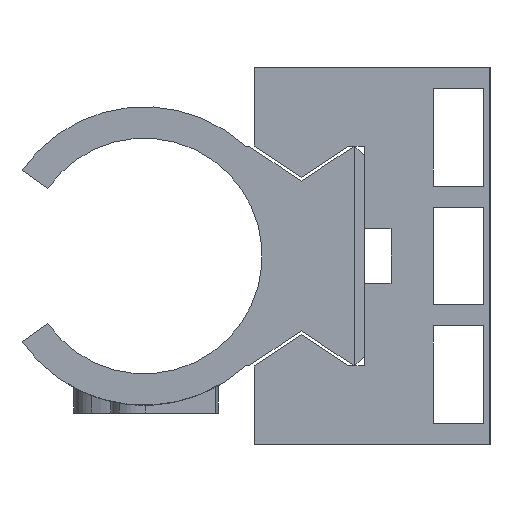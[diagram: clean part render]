
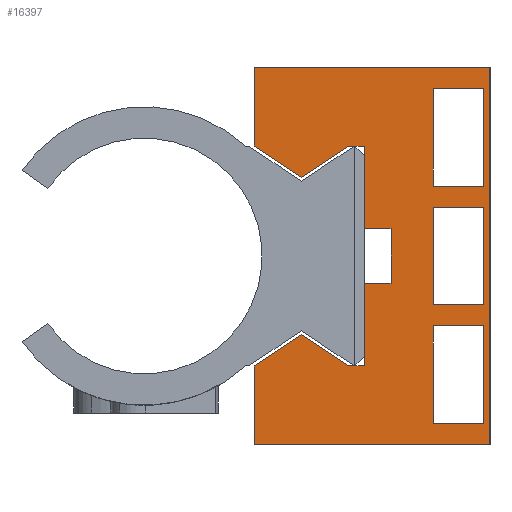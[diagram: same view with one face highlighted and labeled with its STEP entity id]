
A CAD part, left-side view. The second image highlights one B-rep face of the part: STEP entity #16397.
In plain terms, the highlighted planar face has unit normal (-1, 0, 0).
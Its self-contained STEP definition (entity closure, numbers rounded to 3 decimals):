
#118=FACE_BOUND('',#3039,.T.);
#119=FACE_BOUND('',#3040,.T.);
#120=FACE_BOUND('',#3041,.T.);
#2116=FACE_OUTER_BOUND('',#3038,.T.);
#3038=EDGE_LOOP('',(#14853,#14854,#14855,#14856,#14857,#14858,#14859,#14860,
#14861,#14862,#14863,#14864,#14865,#14866,#14867,#14868));
#3039=EDGE_LOOP('',(#14869,#14870,#14871,#14872));
#3040=EDGE_LOOP('',(#14873,#14874,#14875,#14876));
#3041=EDGE_LOOP('',(#14877,#14878,#14879,#14880));
#4570=LINE('',#31832,#6169);
#4571=LINE('',#31836,#6170);
#4572=LINE('',#31838,#6171);
#4573=LINE('',#31840,#6172);
#4574=LINE('',#31842,#6173);
#4575=LINE('',#31844,#6174);
#4576=LINE('',#31846,#6175);
#4577=LINE('',#31848,#6176);
#4578=LINE('',#31850,#6177);
#4579=LINE('',#31852,#6178);
#4580=LINE('',#31853,#6179);
#4581=LINE('',#31855,#6180);
#4582=LINE('',#31857,#6181);
#4583=LINE('',#31859,#6182);
#4584=LINE('',#31861,#6183);
#4585=LINE('',#31862,#6184);
#4586=LINE('',#31865,#6185);
#4587=LINE('',#31867,#6186);
#4588=LINE('',#31869,#6187);
#4589=LINE('',#31870,#6188);
#4590=LINE('',#31873,#6189);
#4591=LINE('',#31875,#6190);
#4592=LINE('',#31877,#6191);
#4593=LINE('',#31878,#6192);
#4594=LINE('',#31881,#6193);
#4595=LINE('',#31883,#6194);
#4596=LINE('',#31885,#6195);
#4597=LINE('',#31886,#6196);
#6169=VECTOR('',#19381,10.);
#6170=VECTOR('',#19384,10.);
#6171=VECTOR('',#19385,10.);
#6172=VECTOR('',#19386,10.);
#6173=VECTOR('',#19387,10.);
#6174=VECTOR('',#19388,10.);
#6175=VECTOR('',#19389,10.);
#6176=VECTOR('',#19390,10.);
#6177=VECTOR('',#19391,10.);
#6178=VECTOR('',#19392,10.);
#6179=VECTOR('',#19393,10.);
#6180=VECTOR('',#19394,10.);
#6181=VECTOR('',#19395,10.);
#6182=VECTOR('',#19396,10.);
#6183=VECTOR('',#19397,10.);
#6184=VECTOR('',#19398,10.);
#6185=VECTOR('',#19399,10.);
#6186=VECTOR('',#19400,10.);
#6187=VECTOR('',#19401,10.);
#6188=VECTOR('',#19402,10.);
#6189=VECTOR('',#19403,10.);
#6190=VECTOR('',#19404,10.);
#6191=VECTOR('',#19405,10.);
#6192=VECTOR('',#19406,10.);
#6193=VECTOR('',#19407,10.);
#6194=VECTOR('',#19408,10.);
#6195=VECTOR('',#19409,10.);
#6196=VECTOR('',#19410,10.);
#7796=VERTEX_POINT('',#31826);
#7798=VERTEX_POINT('',#31830);
#7799=VERTEX_POINT('',#31834);
#7800=VERTEX_POINT('',#31835);
#7801=VERTEX_POINT('',#31837);
#7802=VERTEX_POINT('',#31839);
#7803=VERTEX_POINT('',#31841);
#7804=VERTEX_POINT('',#31843);
#7805=VERTEX_POINT('',#31845);
#7806=VERTEX_POINT('',#31847);
#7807=VERTEX_POINT('',#31849);
#7808=VERTEX_POINT('',#31851);
#7809=VERTEX_POINT('',#31854);
#7810=VERTEX_POINT('',#31856);
#7811=VERTEX_POINT('',#31858);
#7812=VERTEX_POINT('',#31860);
#7813=VERTEX_POINT('',#31863);
#7814=VERTEX_POINT('',#31864);
#7815=VERTEX_POINT('',#31866);
#7816=VERTEX_POINT('',#31868);
#7817=VERTEX_POINT('',#31871);
#7818=VERTEX_POINT('',#31872);
#7819=VERTEX_POINT('',#31874);
#7820=VERTEX_POINT('',#31876);
#7821=VERTEX_POINT('',#31879);
#7822=VERTEX_POINT('',#31880);
#7823=VERTEX_POINT('',#31882);
#7824=VERTEX_POINT('',#31884);
#10163=EDGE_CURVE('',#7796,#7798,#4570,.T.);
#10164=EDGE_CURVE('',#7799,#7800,#4571,.T.);
#10165=EDGE_CURVE('',#7800,#7801,#4572,.T.);
#10166=EDGE_CURVE('',#7801,#7802,#4573,.T.);
#10167=EDGE_CURVE('',#7802,#7803,#4574,.T.);
#10168=EDGE_CURVE('',#7803,#7804,#4575,.T.);
#10169=EDGE_CURVE('',#7804,#7805,#4576,.T.);
#10170=EDGE_CURVE('',#7805,#7806,#4577,.T.);
#10171=EDGE_CURVE('',#7806,#7807,#4578,.T.);
#10172=EDGE_CURVE('',#7807,#7808,#4579,.T.);
#10173=EDGE_CURVE('',#7808,#7796,#4580,.T.);
#10174=EDGE_CURVE('',#7798,#7809,#4581,.T.);
#10175=EDGE_CURVE('',#7809,#7810,#4582,.T.);
#10176=EDGE_CURVE('',#7810,#7811,#4583,.T.);
#10177=EDGE_CURVE('',#7811,#7812,#4584,.T.);
#10178=EDGE_CURVE('',#7812,#7799,#4585,.T.);
#10179=EDGE_CURVE('',#7813,#7814,#4586,.T.);
#10180=EDGE_CURVE('',#7814,#7815,#4587,.T.);
#10181=EDGE_CURVE('',#7815,#7816,#4588,.T.);
#10182=EDGE_CURVE('',#7816,#7813,#4589,.T.);
#10183=EDGE_CURVE('',#7817,#7818,#4590,.T.);
#10184=EDGE_CURVE('',#7818,#7819,#4591,.T.);
#10185=EDGE_CURVE('',#7819,#7820,#4592,.T.);
#10186=EDGE_CURVE('',#7820,#7817,#4593,.T.);
#10187=EDGE_CURVE('',#7821,#7822,#4594,.T.);
#10188=EDGE_CURVE('',#7822,#7823,#4595,.T.);
#10189=EDGE_CURVE('',#7823,#7824,#4596,.T.);
#10190=EDGE_CURVE('',#7824,#7821,#4597,.T.);
#14853=ORIENTED_EDGE('',*,*,#10164,.T.);
#14854=ORIENTED_EDGE('',*,*,#10165,.T.);
#14855=ORIENTED_EDGE('',*,*,#10166,.T.);
#14856=ORIENTED_EDGE('',*,*,#10167,.T.);
#14857=ORIENTED_EDGE('',*,*,#10168,.T.);
#14858=ORIENTED_EDGE('',*,*,#10169,.T.);
#14859=ORIENTED_EDGE('',*,*,#10170,.T.);
#14860=ORIENTED_EDGE('',*,*,#10171,.T.);
#14861=ORIENTED_EDGE('',*,*,#10172,.T.);
#14862=ORIENTED_EDGE('',*,*,#10173,.T.);
#14863=ORIENTED_EDGE('',*,*,#10163,.T.);
#14864=ORIENTED_EDGE('',*,*,#10174,.T.);
#14865=ORIENTED_EDGE('',*,*,#10175,.T.);
#14866=ORIENTED_EDGE('',*,*,#10176,.T.);
#14867=ORIENTED_EDGE('',*,*,#10177,.T.);
#14868=ORIENTED_EDGE('',*,*,#10178,.T.);
#14869=ORIENTED_EDGE('',*,*,#10179,.T.);
#14870=ORIENTED_EDGE('',*,*,#10180,.T.);
#14871=ORIENTED_EDGE('',*,*,#10181,.T.);
#14872=ORIENTED_EDGE('',*,*,#10182,.T.);
#14873=ORIENTED_EDGE('',*,*,#10183,.T.);
#14874=ORIENTED_EDGE('',*,*,#10184,.T.);
#14875=ORIENTED_EDGE('',*,*,#10185,.T.);
#14876=ORIENTED_EDGE('',*,*,#10186,.T.);
#14877=ORIENTED_EDGE('',*,*,#10187,.T.);
#14878=ORIENTED_EDGE('',*,*,#10188,.T.);
#14879=ORIENTED_EDGE('',*,*,#10189,.T.);
#14880=ORIENTED_EDGE('',*,*,#10190,.T.);
#15528=PLANE('',#16927);
#16397=ADVANCED_FACE('',(#2116,#118,#119,#120),#15528,.T.);
#16927=AXIS2_PLACEMENT_3D('',#31833,#19382,#19383);
#19381=DIRECTION('',(0.,-1.,0.));
#19382=DIRECTION('center_axis',(-1.,0.,0.));
#19383=DIRECTION('ref_axis',(0.,0.,1.));
#19384=DIRECTION('',(0.,-1.,0.));
#19385=DIRECTION('',(0.,0.,-1.));
#19386=DIRECTION('',(0.,-1.,0.));
#19387=DIRECTION('',(0.,0.,-1.));
#19388=DIRECTION('',(0.,1.,0.));
#19389=DIRECTION('',(0.,0.,-1.));
#19390=DIRECTION('',(0.,1.,0.));
#19391=DIRECTION('',(0.,0.832,0.555));
#19392=DIRECTION('',(0.,0.832,-0.555));
#19393=DIRECTION('',(0.,0.,-1.));
#19394=DIRECTION('',(0.,0.,1.));
#19395=DIRECTION('',(0.,1.,0.));
#19396=DIRECTION('',(0.,0.,-1.));
#19397=DIRECTION('',(0.,-0.832,-0.555));
#19398=DIRECTION('',(0.,-0.832,0.555));
#19399=DIRECTION('',(0.,-1.,0.));
#19400=DIRECTION('',(0.,0.,-1.));
#19401=DIRECTION('',(0.,1.,0.));
#19402=DIRECTION('',(0.,0.,1.));
#19403=DIRECTION('',(0.,-1.,0.));
#19404=DIRECTION('',(0.,0.,-1.));
#19405=DIRECTION('',(0.,1.,0.));
#19406=DIRECTION('',(0.,0.,1.));
#19407=DIRECTION('',(0.,1.,0.));
#19408=DIRECTION('',(0.,0.,1.));
#19409=DIRECTION('',(0.,-1.,0.));
#19410=DIRECTION('',(0.,0.,-1.));
#31826=CARTESIAN_POINT('',(-279.366,339.866,2007.2));
#31830=CARTESIAN_POINT('',(-279.366,324.866,2007.2));
#31832=CARTESIAN_POINT('',(-279.366,333.366,2007.2));
#31833=CARTESIAN_POINT('Origin',(-279.366,326.866,2026.75));
#31834=CARTESIAN_POINT('',(-279.366,333.866,2026.2));
#31835=CARTESIAN_POINT('',(-279.366,332.866,2026.2));
#31836=CARTESIAN_POINT('',(-279.366,330.366,2026.2));
#31837=CARTESIAN_POINT('',(-279.366,332.866,2020.95));
#31838=CARTESIAN_POINT('',(-279.366,332.866,2026.475));
#31839=CARTESIAN_POINT('',(-279.366,331.166,2020.95));
#31840=CARTESIAN_POINT('',(-279.366,329.866,2020.95));
#31841=CARTESIAN_POINT('',(-279.366,331.166,2017.45));
#31842=CARTESIAN_POINT('',(-279.366,331.166,2023.85));
#31843=CARTESIAN_POINT('',(-279.366,332.866,2017.45));
#31844=CARTESIAN_POINT('',(-279.366,329.016,2017.45));
#31845=CARTESIAN_POINT('',(-279.366,332.866,2012.2));
#31846=CARTESIAN_POINT('',(-279.366,332.866,2022.1));
#31847=CARTESIAN_POINT('',(-279.366,333.866,2012.2));
#31848=CARTESIAN_POINT('',(-279.366,329.866,2012.2));
#31849=CARTESIAN_POINT('',(-279.366,336.866,2014.2));
#31850=CARTESIAN_POINT('',(-279.366,334.801,2012.823));
#31851=CARTESIAN_POINT('',(-279.366,339.866,2012.2));
#31852=CARTESIAN_POINT('',(-279.366,330.508,2018.438));
#31853=CARTESIAN_POINT('',(-279.366,339.866,2019.475));
#31854=CARTESIAN_POINT('',(-279.366,324.866,2031.2));
#31855=CARTESIAN_POINT('',(-279.366,324.866,2016.975));
#31856=CARTESIAN_POINT('',(-279.366,339.866,2031.2));
#31857=CARTESIAN_POINT('',(-279.366,325.866,2031.2));
#31858=CARTESIAN_POINT('',(-279.366,339.866,2026.2));
#31859=CARTESIAN_POINT('',(-279.366,339.866,2028.975));
#31860=CARTESIAN_POINT('',(-279.366,336.866,2024.2));
#31861=CARTESIAN_POINT('',(-279.366,335.493,2023.285));
#31862=CARTESIAN_POINT('',(-279.366,332.816,2026.9));
#31863=CARTESIAN_POINT('',(-279.366,328.466,2029.85));
#31864=CARTESIAN_POINT('',(-279.366,325.266,2029.85));
#31865=CARTESIAN_POINT('',(-279.366,326.066,2029.85));
#31866=CARTESIAN_POINT('',(-279.366,325.266,2023.65));
#31867=CARTESIAN_POINT('',(-279.366,325.266,2025.2));
#31868=CARTESIAN_POINT('',(-279.366,328.466,2023.65));
#31869=CARTESIAN_POINT('',(-279.366,327.666,2023.65));
#31870=CARTESIAN_POINT('',(-279.366,328.466,2028.3));
#31871=CARTESIAN_POINT('',(-279.366,328.466,2022.3));
#31872=CARTESIAN_POINT('',(-279.366,325.266,2022.3));
#31873=CARTESIAN_POINT('',(-279.366,326.066,2022.3));
#31874=CARTESIAN_POINT('',(-279.366,325.266,2016.1));
#31875=CARTESIAN_POINT('',(-279.366,325.266,2021.425));
#31876=CARTESIAN_POINT('',(-279.366,328.466,2016.1));
#31877=CARTESIAN_POINT('',(-279.366,327.666,2016.1));
#31878=CARTESIAN_POINT('',(-279.366,328.466,2024.525));
#31879=CARTESIAN_POINT('',(-279.366,325.266,2008.55));
#31880=CARTESIAN_POINT('',(-279.366,328.466,2008.55));
#31881=CARTESIAN_POINT('',(-279.366,327.666,2008.55));
#31882=CARTESIAN_POINT('',(-279.366,328.466,2014.75));
#31883=CARTESIAN_POINT('',(-279.366,328.466,2020.75));
#31884=CARTESIAN_POINT('',(-279.366,325.266,2014.75));
#31885=CARTESIAN_POINT('',(-279.366,326.066,2014.75));
#31886=CARTESIAN_POINT('',(-279.366,325.266,2017.65));
